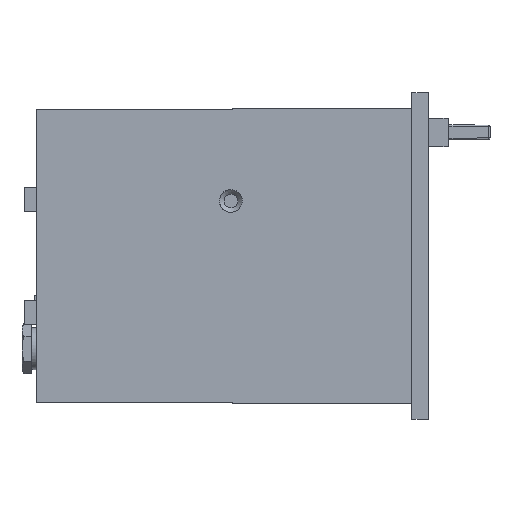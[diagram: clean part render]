
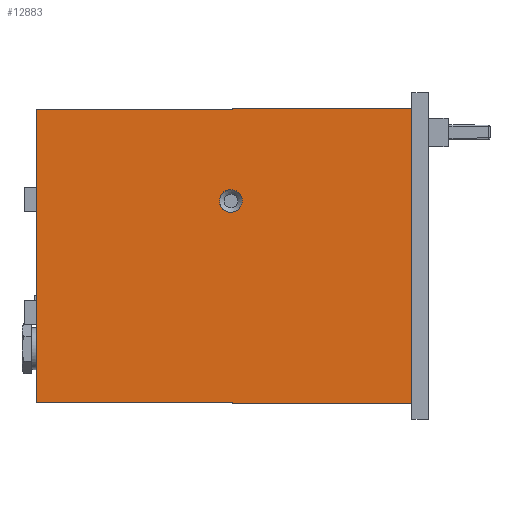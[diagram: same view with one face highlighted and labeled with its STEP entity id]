
A CAD part, front view. The second image highlights one B-rep face of the part: STEP entity #12883.
In plain terms, the highlighted planar face has unit normal (-0.004, -1, 0).
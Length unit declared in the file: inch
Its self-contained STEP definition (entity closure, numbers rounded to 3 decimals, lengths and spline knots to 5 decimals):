
#19=ELLIPSE('',#13622,0.07284,0.07283);
#196=FACE_BOUND('',#1497,.T.);
#317=PLANE('',#13668);
#780=FACE_OUTER_BOUND('',#1496,.T.);
#1496=EDGE_LOOP('',(#9054,#9055,#9056,#9057));
#1497=EDGE_LOOP('',(#9058));
#2616=LINE('',#20434,#3862);
#2620=LINE('',#20442,#3866);
#2621=LINE('',#20444,#3867);
#2622=LINE('',#20445,#3868);
#3862=VECTOR('',#15628,1.88976);
#3866=VECTOR('',#15634,2.39768);
#3867=VECTOR('',#15635,1.87008);
#3868=VECTOR('',#15636,2.39768);
#5266=VERTEX_POINT('',#19607);
#5636=VERTEX_POINT('',#20432);
#5637=VERTEX_POINT('',#20433);
#5640=VERTEX_POINT('',#20441);
#5641=VERTEX_POINT('',#20443);
#6554=EDGE_CURVE('',#5266,#5266,#19,.T.);
#6972=EDGE_CURVE('',#5636,#5637,#2616,.T.);
#6976=EDGE_CURVE('',#5637,#5640,#2620,.T.);
#6977=EDGE_CURVE('',#5641,#5640,#2621,.T.);
#6978=EDGE_CURVE('',#5636,#5641,#2622,.T.);
#9054=ORIENTED_EDGE('',*,*,#6976,.T.);
#9055=ORIENTED_EDGE('',*,*,#6977,.F.);
#9056=ORIENTED_EDGE('',*,*,#6978,.F.);
#9057=ORIENTED_EDGE('',*,*,#6972,.T.);
#9058=ORIENTED_EDGE('',*,*,#6554,.T.);
#12883=ADVANCED_FACE('',(#780,#196),#317,.F.);
#13622=AXIS2_PLACEMENT_3D('',#19608,#15135,#15136);
#13668=AXIS2_PLACEMENT_3D('',#20440,#15632,#15633);
#15135=DIRECTION('center_axis',(0.004,1.,0.));
#15136=DIRECTION('ref_axis',(1.,-0.004,0.));
#15628=DIRECTION('',(0.,0.,1.));
#15632=DIRECTION('center_axis',(0.004,1.,0.));
#15633=DIRECTION('ref_axis',(1.,-0.004,0.));
#15634=DIRECTION('',(-1.,0.004,-0.004));
#15635=DIRECTION('',(0.,0.,1.));
#15636=DIRECTION('',(-1.,0.004,0.004));
#19607=CARTESIAN_POINT('',(-1.26378,-0.46769,0.4252));
#19608=CARTESIAN_POINT('Origin',(-1.26378,-0.46769,0.35236));
#20432=CARTESIAN_POINT('',(-0.1063,-0.47244,-0.94488));
#20433=CARTESIAN_POINT('',(-0.1063,-0.47244,0.94488));
#20434=CARTESIAN_POINT('',(-0.1063,-0.47244,-0.94488));
#20440=CARTESIAN_POINT('Origin',(-2.50394,-0.4626,0.93504));
#20441=CARTESIAN_POINT('',(-2.50394,-0.4626,0.93504));
#20442=CARTESIAN_POINT('',(-0.1063,-0.47244,0.94488));
#20443=CARTESIAN_POINT('',(-2.50394,-0.4626,-0.93504));
#20444=CARTESIAN_POINT('',(-2.50394,-0.4626,-0.93504));
#20445=CARTESIAN_POINT('',(-0.1063,-0.47244,-0.94488));
